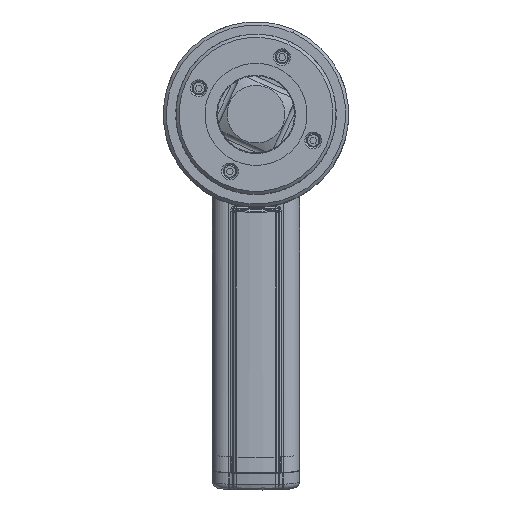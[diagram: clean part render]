
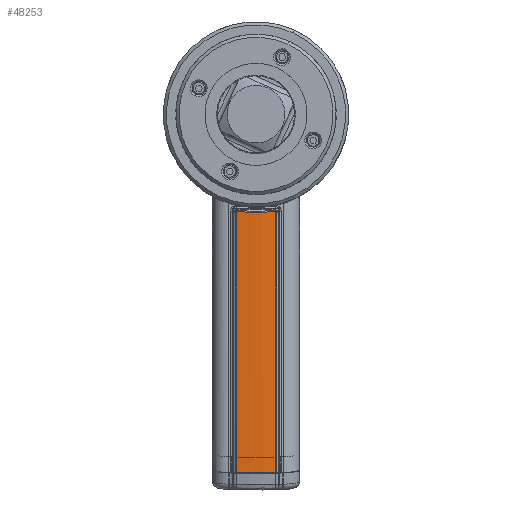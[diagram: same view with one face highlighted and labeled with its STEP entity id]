
A CAD part, top view. The second image highlights one B-rep face of the part: STEP entity #48253.
In plain terms, the highlighted cylindrical face has radius 86.25 mm (diameter 172.5 mm), a partial arc.
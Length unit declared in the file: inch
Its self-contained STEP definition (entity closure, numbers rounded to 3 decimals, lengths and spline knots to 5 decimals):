
#2681=CARTESIAN_POINT('',(0.,-8.95669,-3.1014));
#2682=DIRECTION('',(0.,-1.,0.));
#2683=DIRECTION('',(0.149,0.,0.989));
#2684=AXIS2_PLACEMENT_3D('',#2681,#2682,#2683);
#2741=DIRECTION('',(0.,-1.,0.));
#2742=VECTOR('',#2741,6.5104);
#2743=CARTESIAN_POINT('',(-0.50631,-2.44629,
0.25631));
#2744=LINE('',#2743,#2742);
#2745=CARTESIAN_POINT('',(-0.45627,-2.41152,
0.26348));
#2746=CARTESIAN_POINT('',(-0.46122,-2.41086,
0.26281));
#2747=CARTESIAN_POINT('',(-0.47056,-2.41042,
0.26152));
#2748=CARTESIAN_POINT('',(-0.48319,-2.41246,
0.25973));
#2749=CARTESIAN_POINT('',(-0.49352,-2.41744,
0.25822));
#2750=CARTESIAN_POINT('',(-0.50065,-2.42455,
0.25717));
#2751=CARTESIAN_POINT('',(-0.50525,-2.43414,
0.25647));
#2752=CARTESIAN_POINT('',(-0.50631,-2.44199,
0.25631));
#2753=CARTESIAN_POINT('',(-0.50631,-2.44629,
0.25631));
#2755=CARTESIAN_POINT('',(0.45627,-2.41152,
0.26348));
#2756=CARTESIAN_POINT('',(0.35554,-2.42481,
0.27713));
#2757=CARTESIAN_POINT('',(0.15284,-2.44261,
0.29541));
#2758=CARTESIAN_POINT('',(-0.15276,-2.44262,
0.29542));
#2759=CARTESIAN_POINT('',(-0.35551,-2.42482,
0.27714));
#2760=CARTESIAN_POINT('',(-0.45627,-2.41152,
0.26348));
#2762=CARTESIAN_POINT('',(0.50631,-2.44629,
0.25631));
#2763=CARTESIAN_POINT('',(0.50631,-2.44199,
0.25631));
#2764=CARTESIAN_POINT('',(0.50525,-2.43414,
0.25647));
#2765=CARTESIAN_POINT('',(0.50065,-2.42455,
0.25717));
#2766=CARTESIAN_POINT('',(0.49352,-2.41745,
0.25822));
#2767=CARTESIAN_POINT('',(0.48319,-2.41246,
0.25973));
#2768=CARTESIAN_POINT('',(0.47056,-2.41042,
0.26152));
#2769=CARTESIAN_POINT('',(0.46122,-2.41086,
0.26281));
#2770=CARTESIAN_POINT('',(0.45627,-2.41152,
0.26348));
#2772=DIRECTION('',(0.,1.,0.));
#2773=VECTOR('',#2772,6.5104);
#2774=CARTESIAN_POINT('',(0.50631,-8.95669,
0.25631));
#2775=LINE('',#2774,#2773);
#43252=CARTESIAN_POINT('',(0.50631,-8.95669,
0.25631));
#43253=CARTESIAN_POINT('',(-0.50631,-8.95669,
0.25631));
#43254=VERTEX_POINT('',#43252);
#43255=VERTEX_POINT('',#43253);
#43262=VERTEX_POINT('',#2745);
#43263=VERTEX_POINT('',#2753);
#43264=VERTEX_POINT('',#2755);
#43265=VERTEX_POINT('',#2762);
#48236=CARTESIAN_POINT('',(0.,-2.22835,-3.1014));
#48237=DIRECTION('',(0.,-1.,0.));
#48238=DIRECTION('',(1.,0.,0.));
#48239=AXIS2_PLACEMENT_3D('',#48236,#48237,#48238);
#48240=CYLINDRICAL_SURFACE('',#48239,3.39567);
#48241=ORIENTED_EDGE('',*,*,#47876,.T.);
#48243=ORIENTED_EDGE('',*,*,#48242,.F.);
#48245=ORIENTED_EDGE('',*,*,#48244,.F.);
#48247=ORIENTED_EDGE('',*,*,#48246,.F.);
#48249=ORIENTED_EDGE('',*,*,#48248,.F.);
#48250=ORIENTED_EDGE('',*,*,#48218,.F.);
#48251=EDGE_LOOP('',(#48241,#48243,#48245,#48247,#48249,#48250));
#48252=FACE_OUTER_BOUND('',#48251,.F.);
#48253=ADVANCED_FACE('',(#48252),#48240,.T.);
#2685=CIRCLE('',#2684,3.39567);
#2754=B_SPLINE_CURVE_WITH_KNOTS('',3,(#2745,#2746,#2747,#2748,#2749,#2750,#2751,
#2752,#2753),.UNSPECIFIED.,.F.,.F.,(4,1,1,1,1,1,4),(0.,0.16667,
0.33333,0.5,0.66667,0.83333,1.),
.UNSPECIFIED.);
#2761=B_SPLINE_CURVE_WITH_KNOTS('',3,(#2755,#2756,#2757,#2758,#2759,#2760),
.UNSPECIFIED.,.F.,.F.,(4,1,1,4),(0.,0.33333,0.66667,1.),
.UNSPECIFIED.);
#2771=B_SPLINE_CURVE_WITH_KNOTS('',3,(#2762,#2763,#2764,#2765,#2766,#2767,#2768,
#2769,#2770),.UNSPECIFIED.,.F.,.F.,(4,1,1,1,1,1,4),(0.,0.16667,
0.33333,0.5,0.66667,0.83333,1.),
.UNSPECIFIED.);
#47876=EDGE_CURVE('',#43254,#43255,#2685,.T.);
#48218=EDGE_CURVE('',#43254,#43265,#2775,.T.);
#48242=EDGE_CURVE('',#43263,#43255,#2744,.T.);
#48244=EDGE_CURVE('',#43262,#43263,#2754,.T.);
#48246=EDGE_CURVE('',#43264,#43262,#2761,.T.);
#48248=EDGE_CURVE('',#43265,#43264,#2771,.T.);
